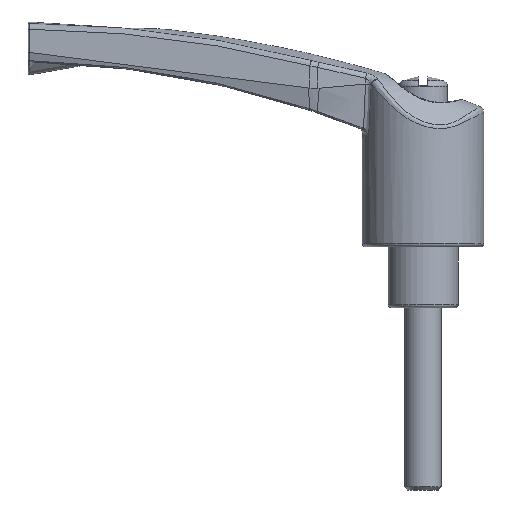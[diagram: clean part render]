
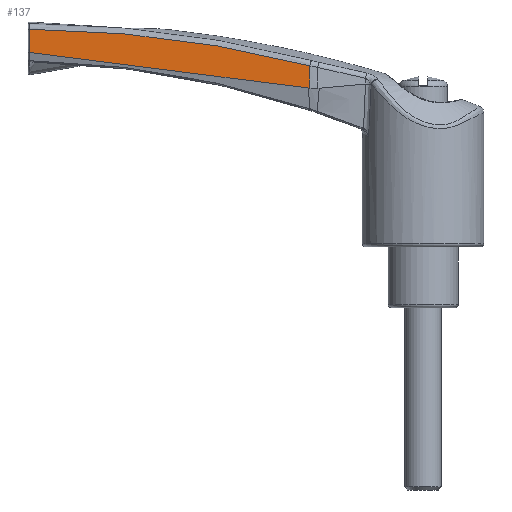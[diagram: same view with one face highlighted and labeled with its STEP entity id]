
A CAD part, left-side view. The second image highlights one B-rep face of the part: STEP entity #137.
In plain terms, the highlighted free-form (B-spline) face has degree [3, 3] with [4, 4] control points.
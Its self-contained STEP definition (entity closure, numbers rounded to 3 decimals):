
#137 = ADVANCED_FACE( '', ( #325 ), #326, .F. );
#325 = FACE_OUTER_BOUND( '', #2584, .T. );
#326 = B_SPLINE_SURFACE_WITH_KNOTS( '', 3, 3, ( ( #2585, #2586, #2587, #2588 ), ( #2589, #2590, #2591, #2592 ), ( #2593, #2594, #2595, #2596 ), ( #2597, #2598, #2599, #2600 ) ), .UNSPECIFIED., .F., .F., .F., ( 4, 4 ), ( 4, 4 ), ( 0., 1. ), ( 0., 1. ), .UNSPECIFIED. );
#2584 = EDGE_LOOP( '', ( #5371, #5372, #5373, #5374, #5375 ) );
#2585 = CARTESIAN_POINT( '', ( -5., 18., 41. ) );
#2586 = CARTESIAN_POINT( '', ( -4.383, 33.667, 41.274 ) );
#2587 = CARTESIAN_POINT( '', ( -3.767, 49.333, 41.548 ) );
#2588 = CARTESIAN_POINT( '', ( -3.15, 65., 41.823 ) );
#2589 = CARTESIAN_POINT( '', ( -5.167, 18., 36. ) );
#2590 = CARTESIAN_POINT( '', ( -4.533, 33.667, 36.849 ) );
#2591 = CARTESIAN_POINT( '', ( -3.9, 49.333, 37.699 ) );
#2592 = CARTESIAN_POINT( '', ( -3.267, 65., 38.548 ) );
#2593 = CARTESIAN_POINT( '', ( -5.333, 18., 31. ) );
#2594 = CARTESIAN_POINT( '', ( -4.683, 33.667, 32.425 ) );
#2595 = CARTESIAN_POINT( '', ( -4.033, 49.333, 33.849 ) );
#2596 = CARTESIAN_POINT( '', ( -3.383, 65., 35.274 ) );
#2597 = CARTESIAN_POINT( '', ( -5.5, 18., 26. ) );
#2598 = CARTESIAN_POINT( '', ( -4.833, 33.667, 28. ) );
#2599 = CARTESIAN_POINT( '', ( -4.167, 49.333, 30. ) );
#2600 = CARTESIAN_POINT( '', ( -3.5, 65., 32. ) );
#5371 = ORIENTED_EDGE( '', *, *, #5753, .T. );
#5372 = ORIENTED_EDGE( '', *, *, #5805, .T. );
#5373 = ORIENTED_EDGE( '', *, *, #5806, .F. );
#5374 = ORIENTED_EDGE( '', *, *, #5807, .T. );
#5375 = ORIENTED_EDGE( '', *, *, #5808, .T. );
#5753 = EDGE_CURVE( '', #6009, #6007, #6010, .T. );
#5805 = EDGE_CURVE( '', #6007, #6096, #6097, .T. );
#5806 = EDGE_CURVE( '', #6098, #6096, #6099, .T. );
#5807 = EDGE_CURVE( '', #6098, #6100, #6101, .T. );
#5808 = EDGE_CURVE( '', #6100, #6009, #6102, .T. );
#6007 = VERTEX_POINT( '', #6713 );
#6009 = VERTEX_POINT( '', #6747 );
#6010 = B_SPLINE_CURVE_WITH_KNOTS( '', 3, ( #6748, #6749, #6750, #6751, #6752, #6753, #6754, #6755, #6756, #6757, #6758, #6759, #6760, #6761, #6762, #6763, #6764, #6765, #6766, #6767, #6768, #6769, #6770, #6771 ), .UNSPECIFIED., .F., .F., ( 4, 2, 1, 2, 2, 1, 1, 2, 1, 2, 2, 1, 1, 2, 4 ), ( 0., 0.006, 0.012, 0.017, 0.018, 0.019, 0.02, 0.023, 0.029, 0.035, 0.036, 0.036, 0.038, 0.041, 0.047 ), .UNSPECIFIED. );
#6096 = VERTEX_POINT( '', #7804 );
#6097 = B_SPLINE_CURVE_WITH_KNOTS( '', 3, ( #7805, #7806, #7807, #7808, #7809, #7810, #7811, #7812, #7813, #7814 ), .UNSPECIFIED., .F., .F., ( 4, 3, 3, 4 ), ( 0., 0.001, 0.002, 0.004 ), .UNSPECIFIED. );
#6098 = VERTEX_POINT( '', #7815 );
#6099 = B_SPLINE_CURVE_WITH_KNOTS( '', 3, ( #7816, #7817, #7818, #7819 ), .UNSPECIFIED., .F., .F., ( 4, 4 ), ( 0.019, 0.995 ), .UNSPECIFIED. );
#6100 = VERTEX_POINT( '', #7820 );
#6101 = B_SPLINE_CURVE_WITH_KNOTS( '', 3, ( #7821, #7822, #7823, #7824 ), .UNSPECIFIED., .F., .F., ( 4, 4 ), ( 0., 0. ), .UNSPECIFIED. );
#6102 = B_SPLINE_CURVE_WITH_KNOTS( '', 3, ( #7825, #7826, #7827, #7828, #7829, #7830, #7831 ), .UNSPECIFIED., .F., .F., ( 4, 3, 4 ), ( 0., 0.002, 0.004 ), .UNSPECIFIED. );
#6713 = CARTESIAN_POINT( '', ( -3.374, 64.76, 35.785 ) );
#6747 = CARTESIAN_POINT( '', ( -5.349, 18.647, 29.776 ) );
#6748 = CARTESIAN_POINT( '', ( -5.349, 18.647, 29.776 ) );
#6749 = CARTESIAN_POINT( '', ( -5.261, 20.529, 30.262 ) );
#6750 = CARTESIAN_POINT( '', ( -5.173, 22.416, 30.719 ) );
#6751 = CARTESIAN_POINT( '', ( -4.999, 26.204, 31.574 ) );
#6752 = CARTESIAN_POINT( '', ( -4.826, 30.005, 32.369 ) );
#6753 = CARTESIAN_POINT( '', ( -4.656, 33.83, 33.046 ) );
#6754 = CARTESIAN_POINT( '', ( -4.561, 35.988, 33.394 ) );
#6755 = CARTESIAN_POINT( '', ( -4.551, 36.228, 33.432 ) );
#6756 = CARTESIAN_POINT( '', ( -4.53, 36.708, 33.507 ) );
#6757 = CARTESIAN_POINT( '', ( -4.498, 37.428, 33.619 ) );
#6758 = CARTESIAN_POINT( '', ( -4.425, 39.11, 33.87 ) );
#6759 = CARTESIAN_POINT( '', ( -4.363, 40.553, 34.069 ) );
#6760 = CARTESIAN_POINT( '', ( -4.239, 43.441, 34.444 ) );
#6761 = CARTESIAN_POINT( '', ( -4.076, 47.299, 34.885 ) );
#6762 = CARTESIAN_POINT( '', ( -3.916, 51.171, 35.209 ) );
#6763 = CARTESIAN_POINT( '', ( -3.827, 53.352, 35.358 ) );
#6764 = CARTESIAN_POINT( '', ( -3.817, 53.595, 35.374 ) );
#6765 = CARTESIAN_POINT( '', ( -3.797, 54.08, 35.406 ) );
#6766 = CARTESIAN_POINT( '', ( -3.768, 54.807, 35.451 ) );
#6767 = CARTESIAN_POINT( '', ( -3.699, 56.505, 35.548 ) );
#6768 = CARTESIAN_POINT( '', ( -3.641, 57.961, 35.614 ) );
#6769 = CARTESIAN_POINT( '', ( -3.525, 60.873, 35.725 ) );
#6770 = CARTESIAN_POINT( '', ( -3.449, 62.816, 35.77 ) );
#6771 = CARTESIAN_POINT( '', ( -3.374, 64.76, 35.785 ) );
#7804 = CARTESIAN_POINT( '', ( -3.51, 64.759, 31.969 ) );
#7805 = CARTESIAN_POINT( '', ( -3.374, 64.76, 35.785 ) );
#7806 = CARTESIAN_POINT( '', ( -3.38, 64.76, 35.618 ) );
#7807 = CARTESIAN_POINT( '', ( -3.386, 64.76, 35.451 ) );
#7808 = CARTESIAN_POINT( '', ( -3.392, 64.76, 35.285 ) );
#7809 = CARTESIAN_POINT( '', ( -3.416, 64.76, 34.619 ) );
#7810 = CARTESIAN_POINT( '', ( -3.44, 64.76, 33.952 ) );
#7811 = CARTESIAN_POINT( '', ( -3.463, 64.76, 33.286 ) );
#7812 = CARTESIAN_POINT( '', ( -3.479, 64.76, 32.847 ) );
#7813 = CARTESIAN_POINT( '', ( -3.495, 64.759, 32.408 ) );
#7814 = CARTESIAN_POINT( '', ( -3.51, 64.759, 31.969 ) );
#7815 = CARTESIAN_POINT( '', ( -5.461, 18.91, 26.116 ) );
#7816 = CARTESIAN_POINT( '', ( -5.461, 18.91, 26.116 ) );
#7817 = CARTESIAN_POINT( '', ( -4.811, 34.193, 28.067 ) );
#7818 = CARTESIAN_POINT( '', ( -4.161, 49.476, 30.018 ) );
#7819 = CARTESIAN_POINT( '', ( -3.51, 64.759, 31.969 ) );
#7820 = CARTESIAN_POINT( '', ( -5.473, 18.63, 26.095 ) );
#7821 = CARTESIAN_POINT( '', ( -5.461, 18.91, 26.116 ) );
#7822 = CARTESIAN_POINT( '', ( -5.465, 18.817, 26.104 ) );
#7823 = CARTESIAN_POINT( '', ( -5.469, 18.724, 26.097 ) );
#7824 = CARTESIAN_POINT( '', ( -5.473, 18.63, 26.095 ) );
#7825 = CARTESIAN_POINT( '', ( -5.473, 18.63, 26.095 ) );
#7826 = CARTESIAN_POINT( '', ( -5.45, 18.633, 26.767 ) );
#7827 = CARTESIAN_POINT( '', ( -5.428, 18.636, 27.44 ) );
#7828 = CARTESIAN_POINT( '', ( -5.405, 18.639, 28.112 ) );
#7829 = CARTESIAN_POINT( '', ( -5.386, 18.642, 28.667 ) );
#7830 = CARTESIAN_POINT( '', ( -5.368, 18.645, 29.221 ) );
#7831 = CARTESIAN_POINT( '', ( -5.349, 18.647, 29.776 ) );
